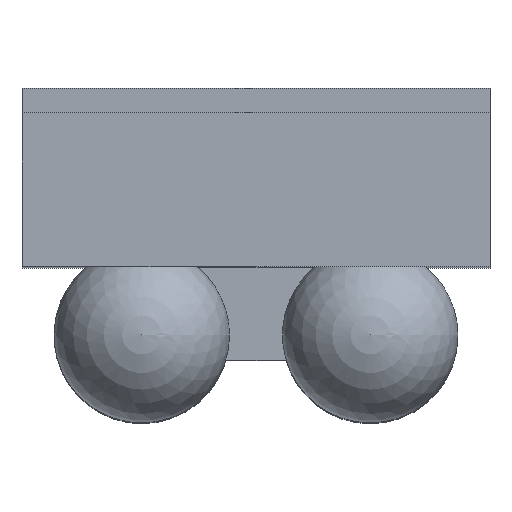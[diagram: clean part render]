
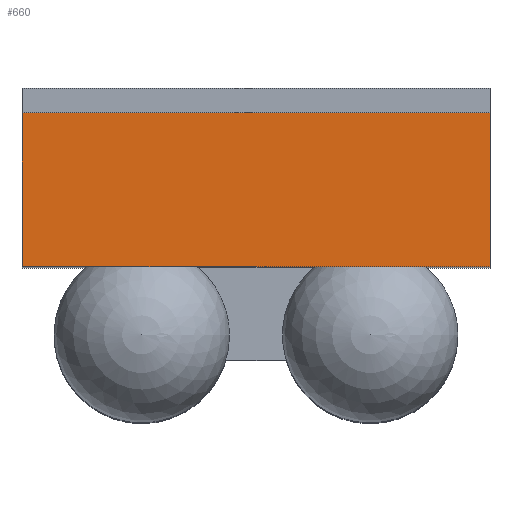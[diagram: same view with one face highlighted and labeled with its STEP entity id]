
A CAD part, top view. The second image highlights one B-rep face of the part: STEP entity #660.
In plain terms, the highlighted planar face has unit normal (0, 0, 1).
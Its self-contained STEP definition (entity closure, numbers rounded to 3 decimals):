
#15 = CARTESIAN_POINT ( 'NONE',  ( -0.42, -1.754, 0.77 ) ) ;
#59 = CARTESIAN_POINT ( 'NONE',  ( 0.42, 0.556, 0.77 ) ) ;
#63 = LINE ( 'NONE', #224, #304 ) ;
#74 = AXIS2_PLACEMENT_3D ( 'NONE', #183, #768, #940 ) ;
#120 = DIRECTION ( 'NONE',  ( 0., 1., 0. ) ) ;
#125 = CARTESIAN_POINT ( 'NONE',  ( 0.42, -1.754, 0.77 ) ) ;
#179 = DIRECTION ( 'NONE',  ( -1., 0., 0. ) ) ;
#183 = CARTESIAN_POINT ( 'NONE',  ( 0.42, -1.754, 0.77 ) ) ;
#185 = FACE_OUTER_BOUND ( 'NONE', #679, .T. ) ;
#215 = VERTEX_POINT ( 'NONE', #1028 ) ;
#224 = CARTESIAN_POINT ( 'NONE',  ( 0.42, 0.28, 0.77 ) ) ;
#225 = EDGE_CURVE ( 'NONE', #480, #215, #916, .T. ) ;
#304 = VECTOR ( 'NONE', #477, 1000. ) ;
#317 = VECTOR ( 'NONE', #179, 1000. ) ;
#319 = VERTEX_POINT ( 'NONE', #1036 ) ;
#331 = ORIENTED_EDGE ( 'NONE', *, *, #820, .T. ) ;
#344 = LINE ( 'NONE', #15, #981 ) ;
#357 = EDGE_CURVE ( 'NONE', #319, #999, #63, .T. ) ;
#374 = ORIENTED_EDGE ( 'NONE', *, *, #357, .F. ) ;
#381 = LINE ( 'NONE', #125, #763 ) ;
#411 = ORIENTED_EDGE ( 'NONE', *, *, #665, .F. ) ;
#413 = CARTESIAN_POINT ( 'NONE',  ( 0.42, 0.556, 0.77 ) ) ;
#477 = DIRECTION ( 'NONE',  ( -1., 0., 0. ) ) ;
#480 = VERTEX_POINT ( 'NONE', #59 ) ;
#507 = CARTESIAN_POINT ( 'NONE',  ( -0.42, 0.28, 0.77 ) ) ;
#660 = ADVANCED_FACE ( 'NONE', ( #185 ), #850, .T. ) ;
#665 = EDGE_CURVE ( 'NONE', #999, #215, #344, .T. ) ;
#679 = EDGE_LOOP ( 'NONE', ( #331, #770, #411, #374 ) ) ;
#760 = DIRECTION ( 'NONE',  ( 0., 1., 0. ) ) ;
#763 = VECTOR ( 'NONE', #120, 1000. ) ;
#768 = DIRECTION ( 'NONE',  ( 0., 0., 1. ) ) ;
#770 = ORIENTED_EDGE ( 'NONE', *, *, #225, .T. ) ;
#820 = EDGE_CURVE ( 'NONE', #319, #480, #381, .T. ) ;
#850 = PLANE ( 'NONE',  #74 ) ;
#916 = LINE ( 'NONE', #413, #317 ) ;
#940 = DIRECTION ( 'NONE',  ( 1., 0., 0. ) ) ;
#981 = VECTOR ( 'NONE', #760, 1000. ) ;
#999 = VERTEX_POINT ( 'NONE', #507 ) ;
#1028 = CARTESIAN_POINT ( 'NONE',  ( -0.42, 0.556, 0.77 ) ) ;
#1036 = CARTESIAN_POINT ( 'NONE',  ( 0.42, 0.28, 0.77 ) ) ;
